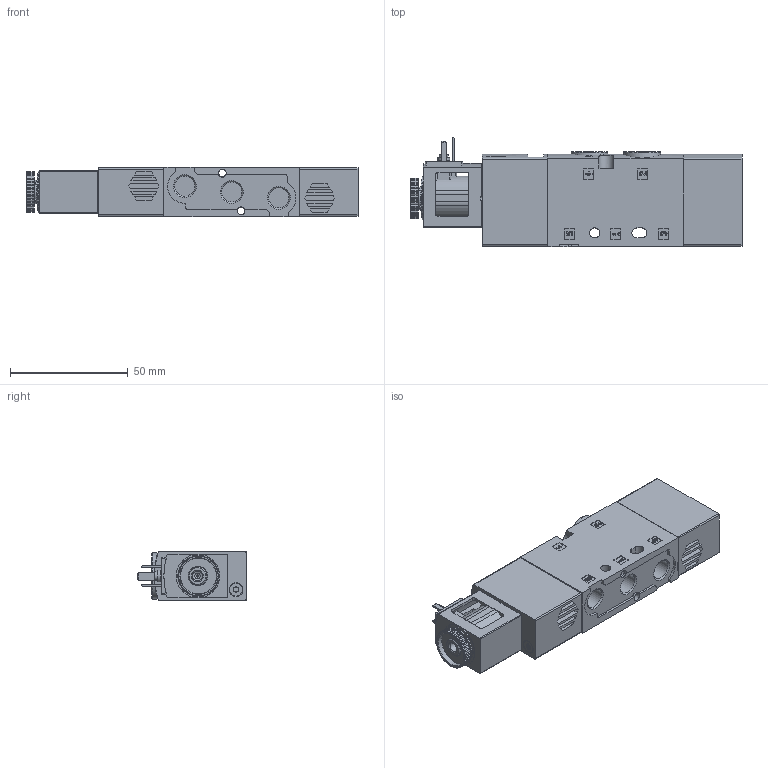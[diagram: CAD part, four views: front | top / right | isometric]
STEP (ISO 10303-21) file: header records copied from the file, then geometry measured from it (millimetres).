
FILE_DESCRIPTION(/* description */ ('STEP AP214'),/* implementation_level */ '2;1');
FILE_NAME(/* name */ '577515_VUVS-LT20-M52-MD-G18-F7-1C1',/* time_stamp */ '2024-09-17T20:16:41+02:00',/* author */ ('License CC BY-ND 4.0'),/* organization */ ('CADENAS'),/* preprocessor_version */ 'ST-DEVELOPER v19.3',/* originating_system */ 'PARTsolutions',/* authorisation */ ' ');
FILE_SCHEMA (('FEATURE_BASED_PROCESS_PLANNING','MODEL_BASED_INTEGRATED_MANUFACTURING_SCHEMA','AUTOMOTIVE_DESIGN {1 0 10303 214 3 1 1}'));
Length unit declared in the file: millimetre
Products named in the file (7): 577515 VUVS-LT20-M52-MD-G18-F7-1C1; 1231865 VUVS-L20-52 HOUSING---(H---0_-); 1670876 VUVS-L20-G-COVER53---(H---0_-); 1537853 F-M3x35-10.9; 8025330 VACS-C-C1-1---(C); 2197345 VACS-C-C1---(C); 1519974 VUVS-L20-G-COVER52---(H---0_M)
Assembly tree (9 placements, depth 2):
  577515 VUVS-LT20-M52-MD-G18-F7-1C1
    1231865 VUVS-L20-52 HOUSING---(H---0_-)
    1670876 VUVS-L20-G-COVER53---(H---0_-)
    1537853 F-M3x35-10.9  x4
    8025330 VACS-C-C1-1---(C)
    2197345 VACS-C-C1---(C)
    1519974 VUVS-L20-G-COVER52---(H---0_M)
Bounding box: 141.25 x 46.45 x 21.1 mm (x, y, z)
Volume: 93650 mm3; surface area: 31915.2 mm2
Topology: 9 solids, 9 shells, 960 faces, 2515 edges, 1652 vertices
Faces by surface type: plane 558, cylinder 302, cone 83, torus 17
Full cylindrical faces by diameter (mm): 0.9 x1, 2 x4, 2.013 x1, 2.4 x1, 2.459 x4, 2.6 x4, 2.8 x1, 3 x4, 3.2 x2, 3.3 x4, 3.8 x1, 4.134 x1, 4.3 x1, 5 x1, 5.5 x4, 7.1 x1, 7.188 x1, 8 x4, 8.15 x1, 8.2 x1, 8.566 x5, 10 x2, 12 x2, 15.25 x1, 15.6 x2, 16 x1
Entity records: 29641 total; most frequent: CARTESIAN_POINT 5105, DIRECTION 4553, ORIENTED_EDGE 4510, EDGE_CURVE 2255, VERTEX_POINT 1547, LINE 1535, VECTOR 1535, AXIS2_PLACEMENT_3D 1509
